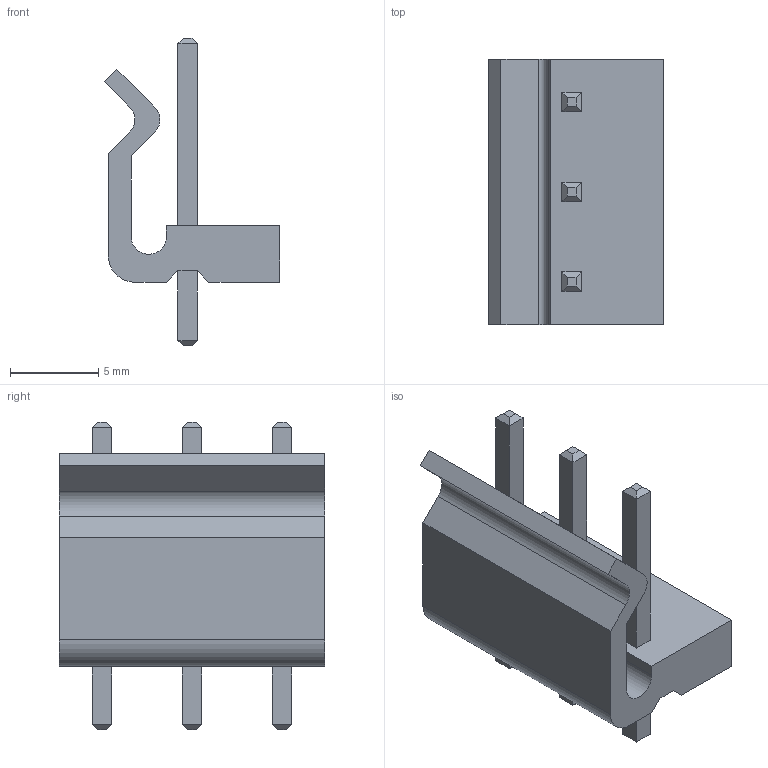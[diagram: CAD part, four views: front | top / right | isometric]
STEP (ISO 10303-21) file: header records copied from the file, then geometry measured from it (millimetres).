
FILE_DESCRIPTION (( 'STEP AP214' ), '1' );
FILE_NAME ('4E6E58DE-3690-453A-9126-A586B8F75905.STEP', '2022-12-09T07:31:04', ( '' ), ( '' ), 'SwSTEP 2.0', 'SolidWorks 2022', '' );
FILE_SCHEMA (( 'AUTOMOTIVE_DESIGN' ));
Length unit declared in the file: millimetre
Products named in the file (1): 4E6E58DE-3690-453A-9126-A586B8F75905
Bounding box: 9.91 x 15 x 17.4 mm (x, y, z)
Volume: 623.6 mm3; surface area: 980.3 mm2
Topology: 1 solids, 1 shells, 79 faces, 186 edges, 112 vertices
Faces by surface type: plane 74, cylinder 5
Entity records: 2491 total; most frequent: CARTESIAN_POINT 378, ORIENTED_EDGE 372, DIRECTION 356, EDGE_CURVE 186, VECTOR 176, LINE 176, VERTEX_POINT 112, AXIS2_PLACEMENT_3D 90
